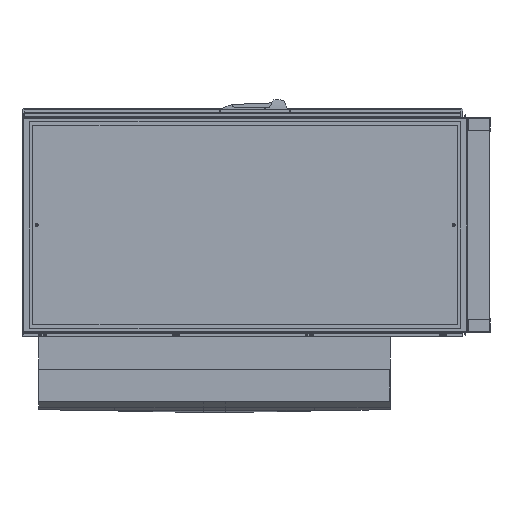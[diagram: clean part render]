
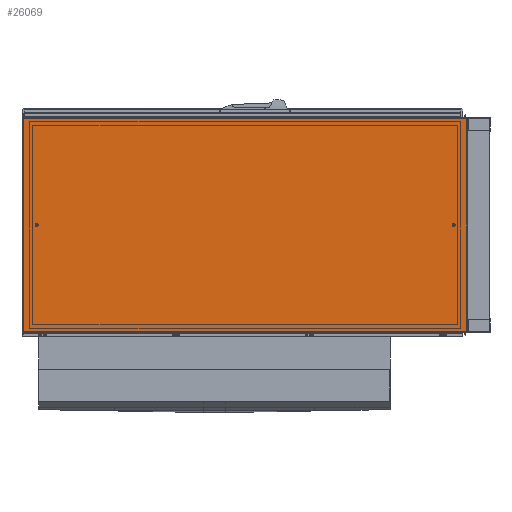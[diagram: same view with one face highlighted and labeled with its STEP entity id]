
A CAD part, left-side view. The second image highlights one B-rep face of the part: STEP entity #26069.
In plain terms, the highlighted face is planar.
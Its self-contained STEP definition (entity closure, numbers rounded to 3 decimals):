
#845=CIRCLE('',#28451,5.9);
#846=CIRCLE('',#28452,5.9);
#851=CIRCLE('',#28459,5.9);
#852=CIRCLE('',#28460,5.9);
#1367=FACE_BOUND('',#3812,.T.);
#1368=FACE_BOUND('',#3813,.T.);
#2336=FACE_OUTER_BOUND('',#3811,.T.);
#3811=EDGE_LOOP('',(#21798,#21799,#21800,#21801));
#3812=EDGE_LOOP('',(#21802,#21803));
#3813=EDGE_LOOP('',(#21804,#21805));
#6253=LINE('',#41747,#9297);
#6273=LINE('',#41789,#9317);
#6275=LINE('',#41793,#9319);
#6276=LINE('',#41795,#9320);
#9297=VECTOR('',#34179,10.);
#9317=VECTOR('',#34227,10.);
#9319=VECTOR('',#34231,10.);
#9320=VECTOR('',#34234,10.);
#11975=VERTEX_POINT('',#41454);
#11976=VERTEX_POINT('',#41456);
#11981=VERTEX_POINT('',#41470);
#11982=VERTEX_POINT('',#41472);
#12072=VERTEX_POINT('',#41744);
#12073=VERTEX_POINT('',#41746);
#12081=VERTEX_POINT('',#41787);
#12082=VERTEX_POINT('',#41791);
#15284=EDGE_CURVE('',#11976,#11975,#845,.T.);
#15285=EDGE_CURVE('',#11975,#11976,#846,.T.);
#15292=EDGE_CURVE('',#11982,#11981,#851,.T.);
#15293=EDGE_CURVE('',#11981,#11982,#852,.T.);
#15427=EDGE_CURVE('',#12072,#12073,#6253,.T.);
#15451=EDGE_CURVE('',#12081,#12072,#6273,.T.);
#15453=EDGE_CURVE('',#12081,#12082,#6275,.T.);
#15454=EDGE_CURVE('',#12073,#12082,#6276,.T.);
#21798=ORIENTED_EDGE('',*,*,#15453,.T.);
#21799=ORIENTED_EDGE('',*,*,#15454,.F.);
#21800=ORIENTED_EDGE('',*,*,#15427,.F.);
#21801=ORIENTED_EDGE('',*,*,#15451,.F.);
#21802=ORIENTED_EDGE('',*,*,#15284,.T.);
#21803=ORIENTED_EDGE('',*,*,#15285,.T.);
#21804=ORIENTED_EDGE('',*,*,#15292,.T.);
#21805=ORIENTED_EDGE('',*,*,#15293,.T.);
#24759=PLANE('',#28544);
#26069=ADVANCED_FACE('',(#2336,#1367,#1368),#24759,.T.);
#28451=AXIS2_PLACEMENT_3D('',#41457,#33908,#33909);
#28452=AXIS2_PLACEMENT_3D('',#41458,#33910,#33911);
#28459=AXIS2_PLACEMENT_3D('',#41473,#33926,#33927);
#28460=AXIS2_PLACEMENT_3D('',#41474,#33928,#33929);
#28544=AXIS2_PLACEMENT_3D('',#41794,#34232,#34233);
#33908=DIRECTION('center_axis',(0.,0.,1.));
#33909=DIRECTION('ref_axis',(0.,1.,0.));
#33910=DIRECTION('center_axis',(0.,0.,1.));
#33911=DIRECTION('ref_axis',(0.,1.,0.));
#33926=DIRECTION('center_axis',(0.,0.,1.));
#33927=DIRECTION('ref_axis',(0.,1.,0.));
#33928=DIRECTION('center_axis',(0.,0.,1.));
#33929=DIRECTION('ref_axis',(0.,1.,0.));
#34179=DIRECTION('',(0.,1.,0.));
#34227=DIRECTION('',(1.,0.,0.));
#34231=DIRECTION('',(0.,1.,0.));
#34232=DIRECTION('center_axis',(0.,0.,-1.));
#34233=DIRECTION('ref_axis',(-1.,0.,0.));
#34234=DIRECTION('',(-1.,0.,0.));
#41454=CARTESIAN_POINT('',(0.,-943.4,0.));
#41456=CARTESIAN_POINT('',(0.,-931.6,0.));
#41457=CARTESIAN_POINT('Origin',(0.,-937.5,0.));
#41458=CARTESIAN_POINT('Origin',(0.,-937.5,0.));
#41470=CARTESIAN_POINT('',(0.,931.6,0.));
#41472=CARTESIAN_POINT('',(0.,943.4,0.));
#41473=CARTESIAN_POINT('Origin',(0.,937.5,0.));
#41474=CARTESIAN_POINT('Origin',(0.,937.5,0.));
#41744=CARTESIAN_POINT('',(481.25,-998.5,0.));
#41746=CARTESIAN_POINT('',(481.25,998.5,0.));
#41747=CARTESIAN_POINT('',(481.25,0.,0.));
#41787=CARTESIAN_POINT('',(-481.25,-998.5,0.));
#41789=CARTESIAN_POINT('',(481.25,-998.5,0.));
#41791=CARTESIAN_POINT('',(-481.25,998.5,0.));
#41793=CARTESIAN_POINT('',(-481.25,0.,0.));
#41794=CARTESIAN_POINT('Origin',(481.25,0.,0.));
#41795=CARTESIAN_POINT('',(481.25,998.5,0.));
